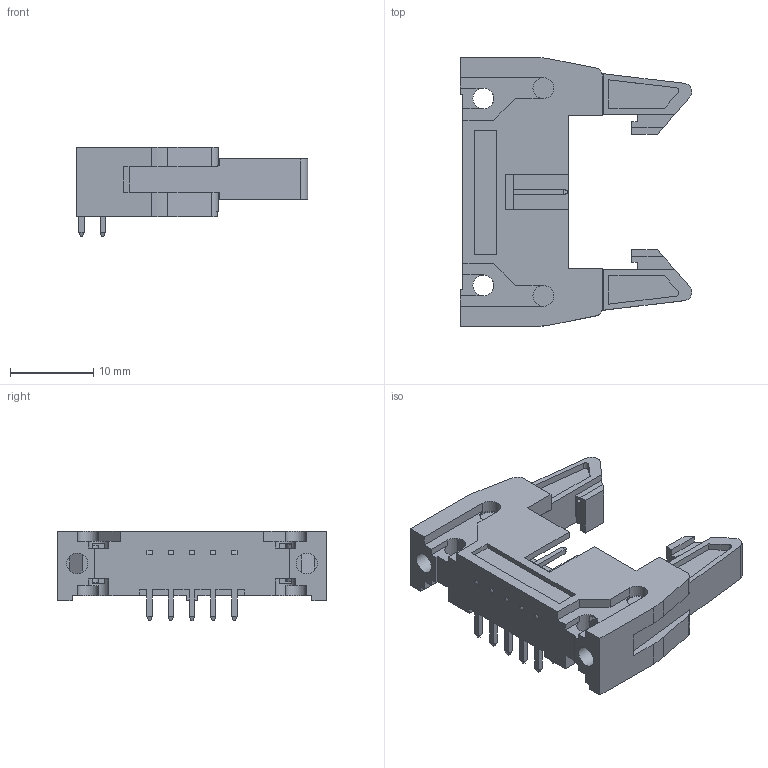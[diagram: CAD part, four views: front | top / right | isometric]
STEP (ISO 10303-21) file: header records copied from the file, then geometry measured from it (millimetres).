
FILE_DESCRIPTION(/* description */ ('Unknown'),/* implementation_level */ '2;1');
FILE_NAME(/* name */ 'J_Wurth_WR-BHD_61201022921',/* time_stamp */ '2025-05-15T14:25:12+08:00',/* author */ ('Unknown'),/* organization */ ('Unknown'),/* preprocessor_version */ 'ST-DEVELOPER v19.4',/* originating_system */ 'Solid Edge',/* authorisation */ 'Unknown');
FILE_SCHEMA (('AUTOMOTIVE_DESIGN {1 0 10303 214 3 1 1}'));
Length unit declared in the file: millimetre
Products named in the file (2): J_Wurth_WR-BHD_61201022921
Assembly tree (1 placements, depth 2):
  J_Wurth_WR-BHD_61201022921
    J_Wurth_WR-BHD_61201022921
Bounding box: 27.72 x 32.2 x 10.7 mm (x, y, z)
Volume: 2602.6 mm3; surface area: 3925.3 mm2
Topology: 1 solids, 1 shells, 470 faces, 1239 edges, 781 vertices
Faces by surface type: plane 428, cylinder 42
Full cylindrical faces by diameter (mm): 2.5 x16
Entity records: 17430 total; most frequent: CARTESIAN_POINT 2474, ORIENTED_EDGE 2444, DIRECTION 2272, EDGE_CURVE 1222, LINE 1116, VECTOR 1116, VERTEX_POINT 780, AXIS2_PLACEMENT_3D 578
